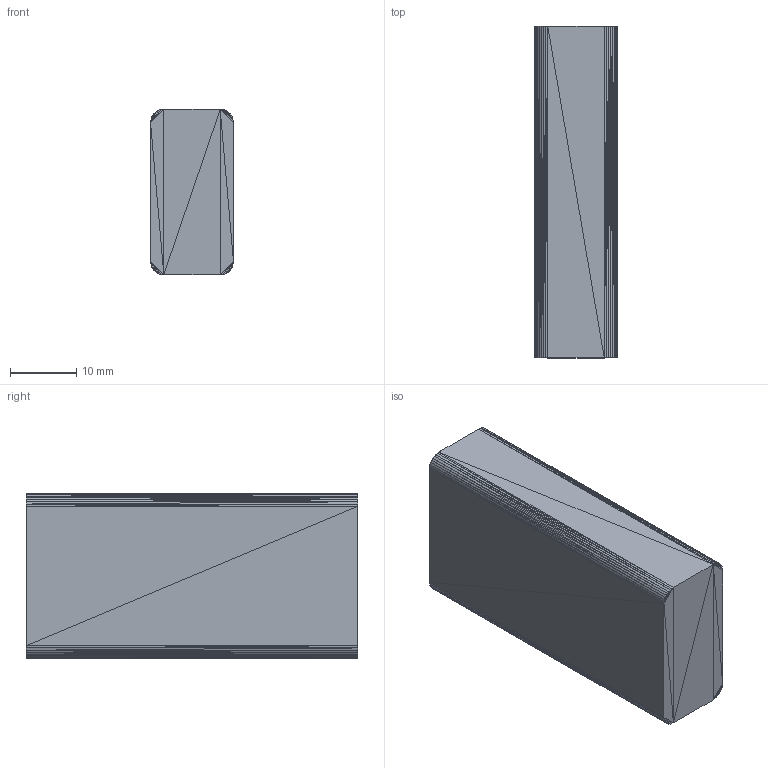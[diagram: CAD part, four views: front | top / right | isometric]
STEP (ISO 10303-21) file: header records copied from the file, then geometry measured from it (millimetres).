
FILE_DESCRIPTION((''),'2;1');
FILE_NAME('goki_block_3', '2025-12-04T15:11:02', (''), (''), 'ImageToStl.com STEP Converter','', '');
FILE_SCHEMA(('AUTOMOTIVE_DESIGN_CC2'));
Length unit declared in the file: metre
Products named in the file (1): product0
Bounding box: 12.5 x 50 x 25 mm (x, y, z)
Surface area: 4195.5 mm2 (no closed solid volume)
Topology: 0 solids, 156 shells, 156 faces, 468 edges, 80 vertices
Faces by surface type: plane 156
Entity records: 3620 total; most frequent: DIRECTION 782, ORIENTED_EDGE 468, EDGE_CURVE 468, LINE 468, VECTOR 468, AXIS2_PLACEMENT_3D 157, FACE_SURFACE 156, PLANE 156
